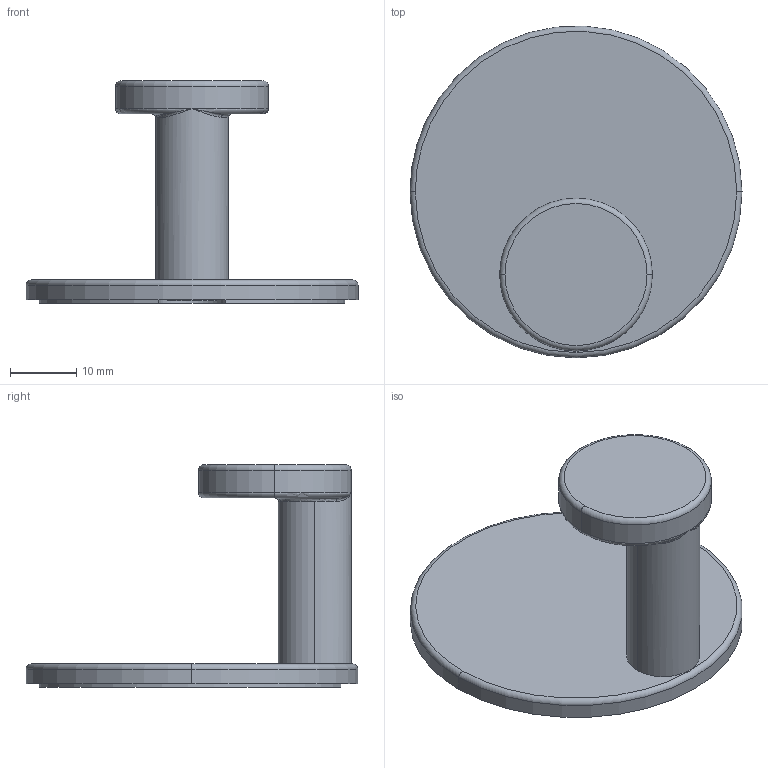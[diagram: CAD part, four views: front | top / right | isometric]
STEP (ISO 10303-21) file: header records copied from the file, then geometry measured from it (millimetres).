
FILE_DESCRIPTION(('Creo Elements/Direct Modeling STEP Export'),'2;1');
FILE_NAME('2335.stp','2022-05-04T 9:27:26',(''),(''),'Creo Elements/Direct Modeling STEP processor for AP214 (Solid Model)','Creo Elements/Direct Modeling 20.0 12-Nov-2016 (C) Parametric Technology GmbH','');
FILE_SCHEMA(('AUTOMOTIVE_DESIGN { 1 0 10303 214 1 1 1 1 }'));
Length unit declared in the file: millimetre
Products named in the file (5): Scheibe; Klebepad; Schraube_M_4x10_DIN_965; Haken; ZN-9183
Assembly tree (4 placements, depth 2):
  ZN-9183
    Haken
    Schraube_M_4x10_DIN_965
    Klebepad
    Scheibe
Bounding box: 50 x 49.97 x 33.5 mm (x, y, z)
Volume: 10961.1 mm3; surface area: 10428.1 mm2
Topology: 4 solids, 4 shells, 82 faces, 188 edges, 116 vertices
Faces by surface type: plane 36, cylinder 30, torus 8, cone 6, bspline 2
Entity records: 2868 total; most frequent: CARTESIAN_POINT 990, ORIENTED_EDGE 368, DIRECTION 346, EDGE_CURVE 184, AXIS2_PLACEMENT_3D 128, VERTEX_POINT 116, VECTOR 90, LINE 90
